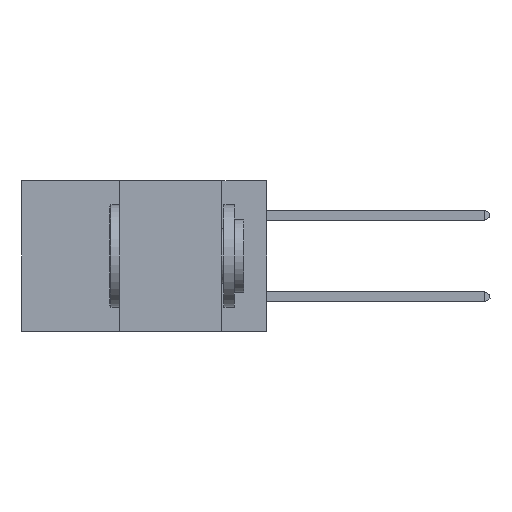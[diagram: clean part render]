
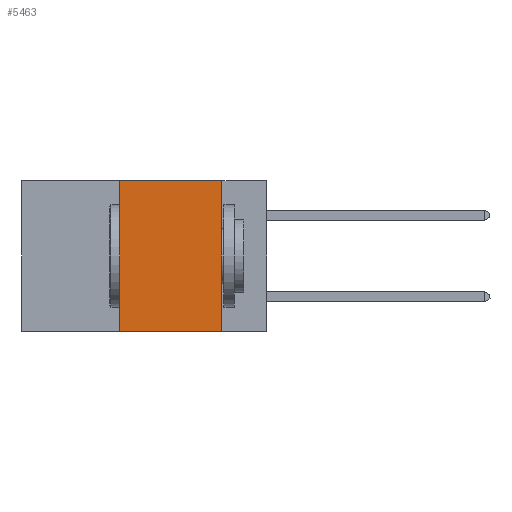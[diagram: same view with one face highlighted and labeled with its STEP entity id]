
A CAD part, left-side view. The second image highlights one B-rep face of the part: STEP entity #5463.
In plain terms, the highlighted planar face has unit normal (-1, 0, 0).
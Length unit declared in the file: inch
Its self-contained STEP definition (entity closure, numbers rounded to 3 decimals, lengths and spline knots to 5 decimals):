
#58 = PLANE ( 'NONE',  #17395 ) ;
#1658 = DIRECTION ( 'NONE',  ( 1., 0., 0. ) ) ;
#2091 = EDGE_CURVE ( 'NONE', #12342, #16911, #14500, .T. ) ;
#2501 = DIRECTION ( 'NONE',  ( 0., 0., 1. ) ) ;
#2637 = CARTESIAN_POINT ( 'NONE',  ( 0., 0.36, 0. ) ) ;
#2658 = EDGE_CURVE ( 'NONE', #16911, #5191, #11240, .T. ) ;
#2982 = CARTESIAN_POINT ( 'NONE',  ( 0., 0.6, -0.37 ) ) ;
#4695 = CARTESIAN_POINT ( 'NONE',  ( 0., 0.11, 0. ) ) ;
#5191 = VERTEX_POINT ( 'NONE', #14601 ) ;
#5200 = VECTOR ( 'NONE', #7628, 39.37008 ) ;
#5463 = ADVANCED_FACE ( 'NONE', ( #7862 ), #58, .F. ) ;
#5812 = CARTESIAN_POINT ( 'NONE',  ( 0., 0.11, -0.37 ) ) ;
#6734 = ORIENTED_EDGE ( 'NONE', *, *, #11619, .F. ) ;
#6795 = ORIENTED_EDGE ( 'NONE', *, *, #2658, .F. ) ;
#6873 = ORIENTED_EDGE ( 'NONE', *, *, #2091, .F. ) ;
#6931 = ORIENTED_EDGE ( 'NONE', *, *, #12233, .T. ) ;
#7158 = EDGE_LOOP ( 'NONE', ( #6734, #6795, #6873, #6931 ) ) ;
#7628 = DIRECTION ( 'NONE',  ( 0., -1., 0. ) ) ;
#7862 = FACE_OUTER_BOUND ( 'NONE', #7158, .T. ) ;
#8294 = LINE ( 'NONE', #4695, #15726 ) ;
#8648 = CARTESIAN_POINT ( 'NONE',  ( 0., 0.36, 0. ) ) ;
#9250 = LINE ( 'NONE', #2982, #5200 ) ;
#9406 = CARTESIAN_POINT ( 'NONE',  ( 0., 0.36, -0.37 ) ) ;
#10118 = VECTOR ( 'NONE', #2501, 39.37008 ) ;
#10325 = VECTOR ( 'NONE', #15988, 39.37008 ) ;
#10731 = DIRECTION ( 'NONE',  ( 0., 0., -1. ) ) ;
#11240 = LINE ( 'NONE', #16053, #10325 ) ;
#11619 = EDGE_CURVE ( 'NONE', #5191, #15796, #8294, .T. ) ;
#12233 = EDGE_CURVE ( 'NONE', #12342, #15796, #9250, .T. ) ;
#12247 = DIRECTION ( 'NONE',  ( 0., 0., -1. ) ) ;
#12342 = VERTEX_POINT ( 'NONE', #9406 ) ;
#13653 = CARTESIAN_POINT ( 'NONE',  ( 0., 0.6, 0. ) ) ;
#14500 = LINE ( 'NONE', #2637, #10118 ) ;
#14601 = CARTESIAN_POINT ( 'NONE',  ( 0., 0.11, 0. ) ) ;
#15726 = VECTOR ( 'NONE', #10731, 39.37008 ) ;
#15796 = VERTEX_POINT ( 'NONE', #5812 ) ;
#15988 = DIRECTION ( 'NONE',  ( 0., -1., 0. ) ) ;
#16053 = CARTESIAN_POINT ( 'NONE',  ( 0., 0.6, 0. ) ) ;
#16911 = VERTEX_POINT ( 'NONE', #8648 ) ;
#17395 = AXIS2_PLACEMENT_3D ( 'NONE', #13653, #1658, #12247 ) ;
